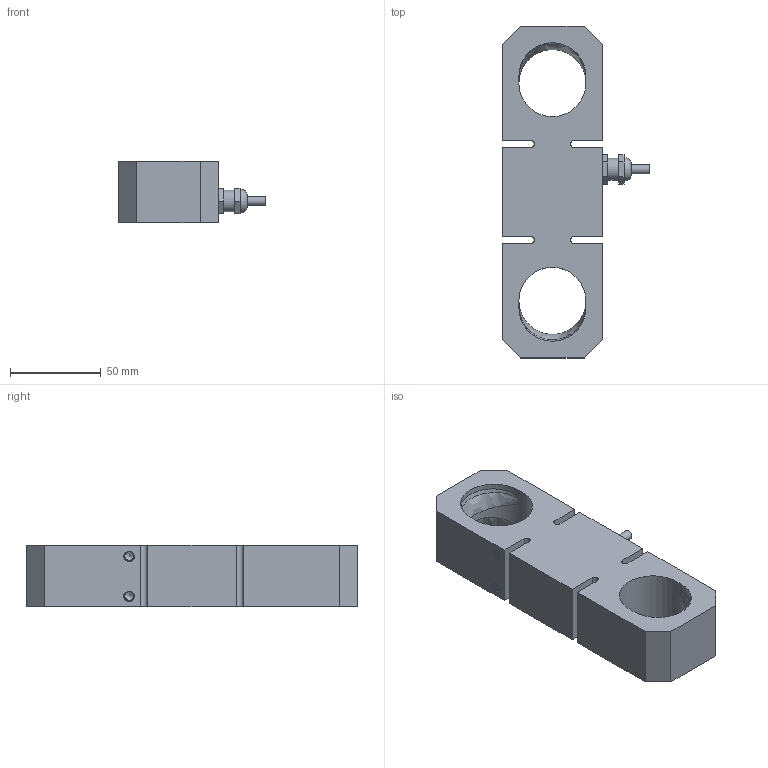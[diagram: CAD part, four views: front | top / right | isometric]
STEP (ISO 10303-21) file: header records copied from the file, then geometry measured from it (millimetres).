
FILE_DESCRIPTION(/* description */ (''),/* implementation_level */ '2;1');
FILE_NAME(/* name */ '110BH-10t v1.step',/* time_stamp */ '2020-02-03T10:28:17-08:00',/* author */ (''),/* organization */ (''),/* preprocessor_version */ 'ST-DEVELOPER v18',/* originating_system */ 'Autodesk Translation Framework v8.12.0.6',/* authorisation */ '');
FILE_SCHEMA (('AUTOMOTIVE_DESIGN { 1 0 10303 214 3 1 1 }'));
Length unit declared in the file: millimetre
Products named in the file (2): 110BH-10t; Connector
Assembly tree (1 placements, depth 2):
  110BH-10t
    Connector
Bounding box: 81.03 x 183 x 34 mm (x, y, z)
Volume: 250515.5 mm3; surface area: 45017.3 mm2
Topology: 2 solids, 2 shells, 190 faces, 499 edges, 302 vertices
Faces by surface type: cylinder 99, plane 53, bspline 33, cone 5
Full cylindrical faces by diameter (mm): 5.035 x36, 5.1 x1, 6.147 x32, 8 x1, 12 x2, 13 x1, 37 x2
Entity records: 11492 total; most frequent: CARTESIAN_POINT 7323, ORIENTED_EDGE 956, DIRECTION 672, EDGE_CURVE 478, VERTEX_POINT 302, AXIS2_PLACEMENT_3D 230, LINE 212, VECTOR 212
